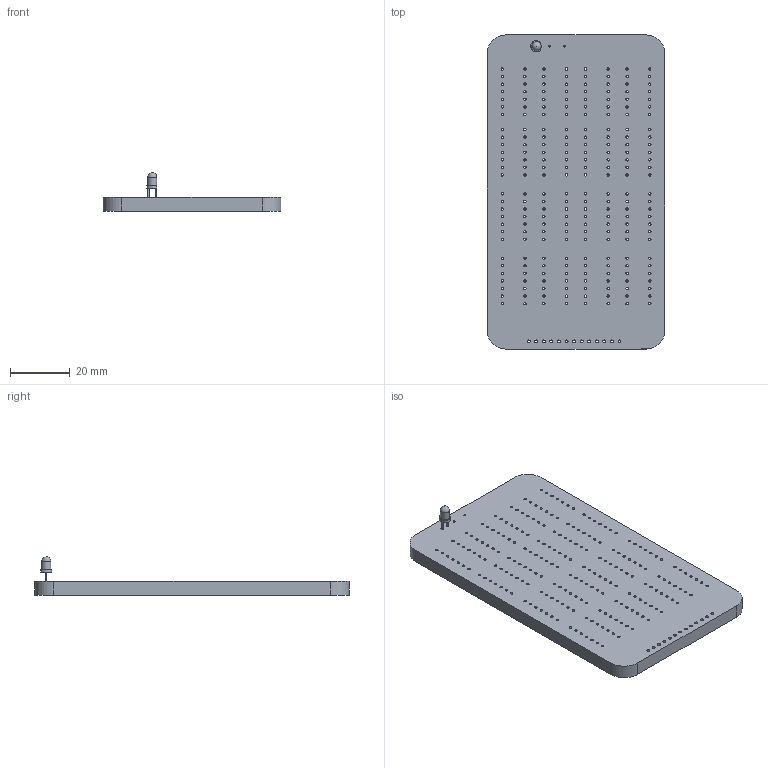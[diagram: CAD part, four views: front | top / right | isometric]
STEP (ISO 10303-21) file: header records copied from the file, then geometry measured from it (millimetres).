
FILE_DESCRIPTION(('KiCad electronic assembly'),'2;1');
FILE_NAME('Seven Segment Display.step','2025-06-16T17:27:09',('Pcbnew'), ('Kicad'),'Open CASCADE STEP processor 7.6','KiCad to STEP converter', 'Unknown');
FILE_SCHEMA(('AUTOMOTIVE_DESIGN { 1 0 10303 214 1 1 1 1 }'));
Length unit declared in the file: millimetre
Products named in the file (4): Seven Segment Display 1; LED_D3.0mm_red; SOLID; Seven Segment Display PCB
Assembly tree (3 placements, depth 3):
  Seven Segment Display 1
    LED_D3.0mm_red
      SOLID
    Seven Segment Display PCB
Bounding box: 59.7 x 105.42 x 13.04 mm (x, y, z)
Volume: 28802.1 mm3; surface area: 16726.4 mm2
Topology: 2 solids, 2 shells, 267 faces, 783 edges, 521 vertices
Faces by surface type: cylinder 247, plane 19, sphere 1
Full cylindrical faces by diameter (mm): 0.7 x2, 0.8 x224, 0.9 x2, 1 x13, 3 x1
Entity records: 20616 total; most frequent: DIRECTION 3385, CARTESIAN_POINT 3229, ORIENTED_EDGE 1568, PCURVE 1568, DEFINITIONAL_REPRESENTATION 1568, LINE 1359, VECTOR 1359, CIRCLE 988
